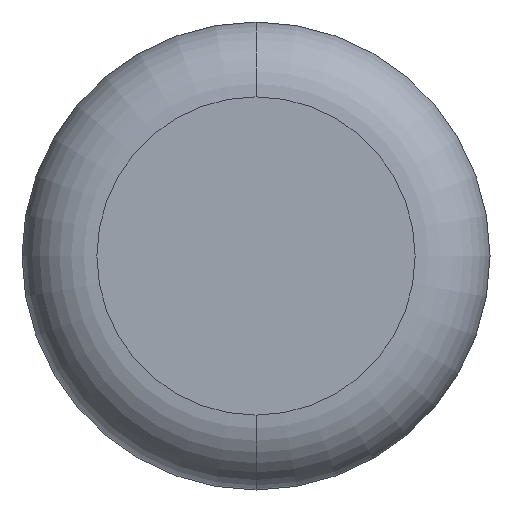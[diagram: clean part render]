
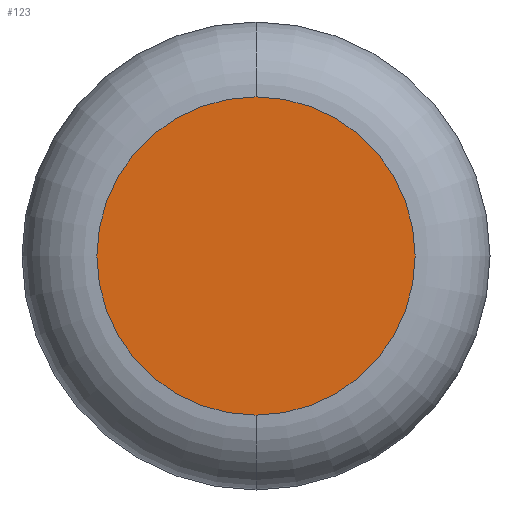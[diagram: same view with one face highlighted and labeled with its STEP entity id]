
A CAD part, front view. The second image highlights one B-rep face of the part: STEP entity #123.
In plain terms, the highlighted planar face has unit normal (0, -1, 0).
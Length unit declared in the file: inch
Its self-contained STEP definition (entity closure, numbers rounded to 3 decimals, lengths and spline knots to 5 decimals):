
#3 = CIRCLE ( 'NONE', #373, 0.1275 ) ;
#15 = CARTESIAN_POINT ( 'NONE',  ( 0., 0., 0. ) ) ;
#32 = VERTEX_POINT ( 'NONE', #242 ) ;
#41 = DIRECTION ( 'NONE',  ( 0., 0., -1. ) ) ;
#47 = CIRCLE ( 'NONE', #71, 0.1275 ) ;
#54 = DIRECTION ( 'NONE',  ( 0., -1., 0. ) ) ;
#71 = AXIS2_PLACEMENT_3D ( 'NONE', #168, #54, #354 ) ;
#106 = ORIENTED_EDGE ( 'NONE', *, *, #252, .T. ) ;
#123 = ADVANCED_FACE ( 'NONE', ( #330 ), #332, .T. ) ;
#148 = CARTESIAN_POINT ( 'NONE',  ( 0., 0., -0.1275 ) ) ;
#154 = EDGE_LOOP ( 'NONE', ( #106, #189 ) ) ;
#168 = CARTESIAN_POINT ( 'NONE',  ( 0., 0., 0. ) ) ;
#179 = AXIS2_PLACEMENT_3D ( 'NONE', #371, #334, #396 ) ;
#189 = ORIENTED_EDGE ( 'NONE', *, *, #346, .T. ) ;
#211 = VERTEX_POINT ( 'NONE', #148 ) ;
#242 = CARTESIAN_POINT ( 'NONE',  ( 0., 0., 0.1275 ) ) ;
#252 = EDGE_CURVE ( 'NONE', #211, #32, #3, .T. ) ;
#316 = DIRECTION ( 'NONE',  ( 0., -1., 0. ) ) ;
#330 = FACE_OUTER_BOUND ( 'NONE', #154, .T. ) ;
#332 = PLANE ( 'NONE',  #179 ) ;
#334 = DIRECTION ( 'NONE',  ( 0., -1., 0. ) ) ;
#346 = EDGE_CURVE ( 'NONE', #32, #211, #47, .T. ) ;
#354 = DIRECTION ( 'NONE',  ( 0., 0., -1. ) ) ;
#371 = CARTESIAN_POINT ( 'NONE',  ( 0., 0., 0. ) ) ;
#373 = AXIS2_PLACEMENT_3D ( 'NONE', #15, #316, #41 ) ;
#396 = DIRECTION ( 'NONE',  ( 0., 0., -1. ) ) ;
